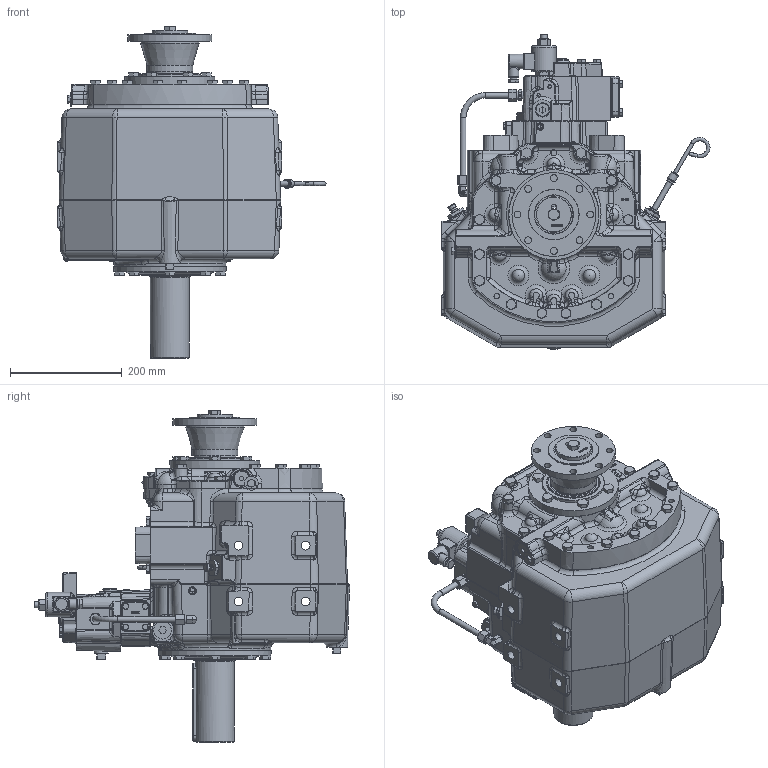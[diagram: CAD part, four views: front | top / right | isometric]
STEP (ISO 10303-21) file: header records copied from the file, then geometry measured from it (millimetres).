
FILE_DESCRIPTION (( 'STEP AP214' ), '1' );
FILE_NAME ('PX13170A.step', '2019-06-11T19:55:52', ( 'TDI' ), ( 'Twin Disc Inc' ), 'SwSTEP 2.0', 'SolidWorks 2015', '' );
FILE_SCHEMA (( 'AUTOMOTIVE_DESIGN' ));
Length unit declared in the file: millimetre
Products named in the file (1): PX13170A
Bounding box: 479.21 x 563.96 x 593.65 mm (x, y, z)
Surface area: 1167301.5 mm2 (no closed solid volume)
Topology: 0 solids, 197 shells, 2565 faces, 8661 edges, 6097 vertices
Faces by surface type: plane 951, bspline 570, cylinder 507, cone 259, torus 185, sphere 93
Full cylindrical faces by diameter (mm): 5.131 x1, 5.46 x1, 5.842 x1, 6.199 x2, 6.35 x2, 6.604 x2, 8 x1, 9.525 x1, 9.538 x1, 10 x4, 10.395 x1, 11.125 x1, 11.463 x1, 12 x2, 12.192 x1, 12.2 x8, 12.954 x1, 13 x2, 14.224 x2, 14.732 x1, 15.8 x3, 15.875 x3, 16 x14, 16.256 x1, 17 x4, 19 x1, 19.812 x4, 20.066 x1, 22.86 x1, 23.012 x3
Entity records: 169200 total; most frequent: CARTESIAN_POINT 74182, ORIENTED_EDGE 13351, DIRECTION 12073, EDGE_CURVE 8338, VERTEX_POINT 6043, AXIS2_PLACEMENT_3D 4406, EDGE_LOOP 3263, VECTOR 3261
